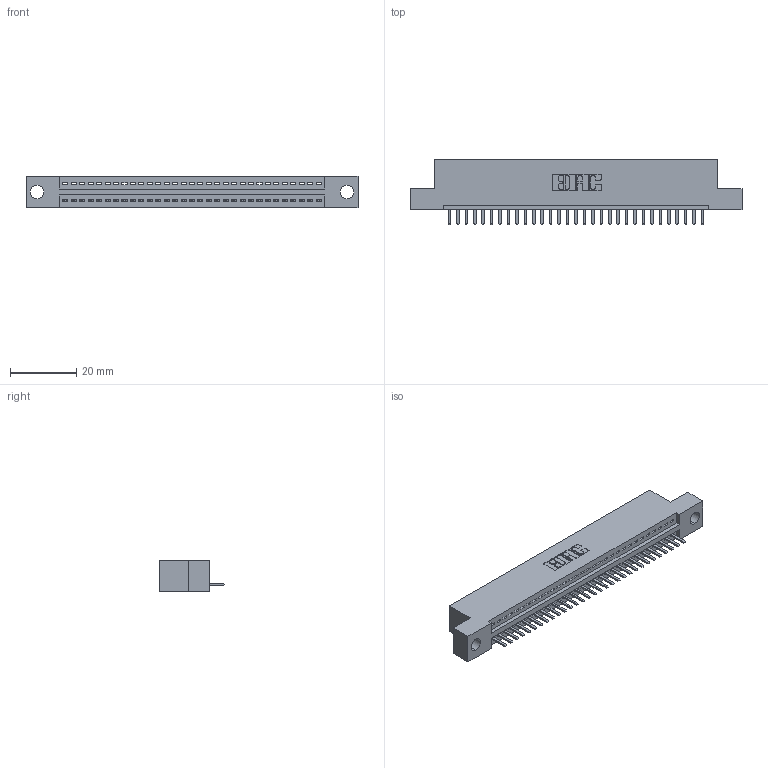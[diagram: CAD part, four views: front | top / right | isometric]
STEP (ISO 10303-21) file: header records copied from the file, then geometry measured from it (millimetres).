
FILE_DESCRIPTION (( 'STEP AP203' ), '1' );
FILE_NAME ('395-031-520-104.STEP', '2018-11-12T14:28:46', ( '' ), ( '' ), 'SwSTEP 2.0', 'SolidWorks 2016', '' );
FILE_SCHEMA (( 'CONFIG_CONTROL_DESIGN' ));
Length unit declared in the file: inch
Products named in the file (3): 345-292-001_345-293-120; 395-031-520-104; 345 Part_Flush Mounting Lugs - 0.156 Dia-TH
Assembly tree (32 placements, depth 2):
  395-031-520-104
    345 Part_Flush Mounting Lugs - 0.156 Dia-TH
    345-292-001_345-293-120  x31
Bounding box: 99.95 x 19.68 x 9.4 mm (x, y, z)
Volume: 9226.1 mm3; surface area: 11628.2 mm2
Topology: 32 solids, 32 shells, 2048 faces, 6045 edges, 3946 vertices
Faces by surface type: plane 1382, cylinder 666
Entity records: 24929 total; most frequent: CARTESIAN_POINT 4337, ORIENTED_EDGE 4290, DIRECTION 3791, EDGE_CURVE 2145, VECTOR 1885, LINE 1885, VERTEX_POINT 1426, AXIS2_PLACEMENT_3D 953
